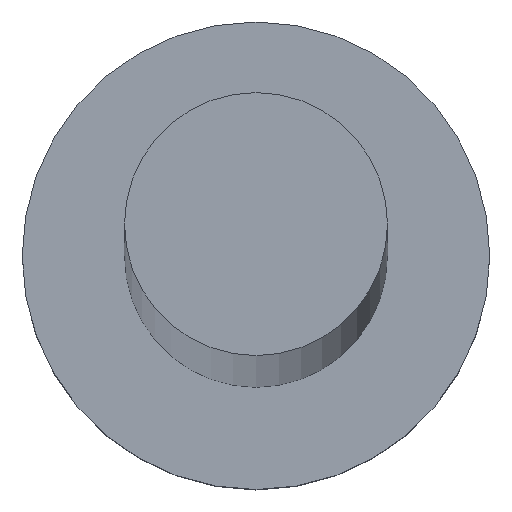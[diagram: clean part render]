
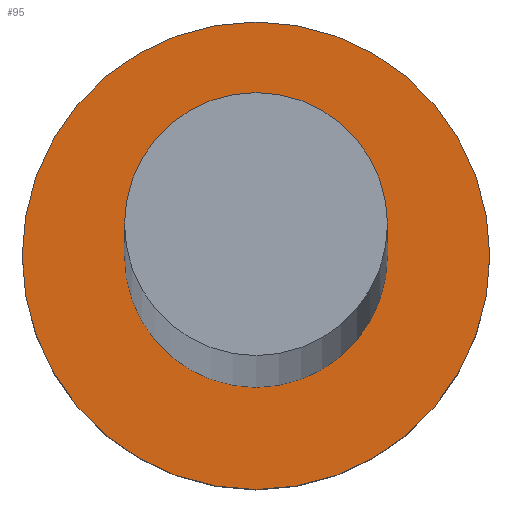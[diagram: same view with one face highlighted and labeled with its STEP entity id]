
A CAD part, top view. The second image highlights one B-rep face of the part: STEP entity #95.
In plain terms, the highlighted planar face has unit normal (0, 0, 1).
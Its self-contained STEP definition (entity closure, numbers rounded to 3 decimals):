
#6 = AXIS2_PLACEMENT_3D ( 'NONE', #214, #141, #41 ) ;
#7 = AXIS2_PLACEMENT_3D ( 'NONE', #65, #143, #218 ) ;
#18 = VERTEX_POINT ( 'NONE', #176 ) ;
#37 = VERTEX_POINT ( 'NONE', #230 ) ;
#39 = ORIENTED_EDGE ( 'NONE', *, *, #56, .F. ) ;
#41 = DIRECTION ( 'NONE',  ( 1., 0., 0. ) ) ;
#54 = EDGE_LOOP ( 'NONE', ( #174, #39 ) ) ;
#56 = EDGE_CURVE ( 'NONE', #255, #37, #162, .T. ) ;
#62 = DIRECTION ( 'NONE',  ( 0., 0., 1. ) ) ;
#64 = DIRECTION ( 'NONE',  ( 1., 0., 0. ) ) ;
#65 = CARTESIAN_POINT ( 'NONE',  ( 0., 0., 4. ) ) ;
#77 = EDGE_LOOP ( 'NONE', ( #98, #80 ) ) ;
#80 = ORIENTED_EDGE ( 'NONE', *, *, #207, .T. ) ;
#83 = CARTESIAN_POINT ( 'NONE',  ( 0., 0., 4. ) ) ;
#95 = ADVANCED_FACE ( 'NONE', ( #116, #184 ), #234, .T. ) ;
#98 = ORIENTED_EDGE ( 'NONE', *, *, #136, .T. ) ;
#101 = CIRCLE ( 'NONE', #251, 4. ) ;
#102 = DIRECTION ( 'NONE',  ( 1., 0., 0. ) ) ;
#113 = CARTESIAN_POINT ( 'NONE',  ( 0., 0., 4. ) ) ;
#114 = AXIS2_PLACEMENT_3D ( 'NONE', #160, #182, #64 ) ;
#115 = VERTEX_POINT ( 'NONE', #232 ) ;
#116 = FACE_BOUND ( 'NONE', #54, .T. ) ;
#120 = AXIS2_PLACEMENT_3D ( 'NONE', #113, #171, #135 ) ;
#122 = CARTESIAN_POINT ( 'NONE',  ( 2.25, 0., 4. ) ) ;
#135 = DIRECTION ( 'NONE',  ( 1., 0., 0. ) ) ;
#136 = EDGE_CURVE ( 'NONE', #18, #115, #101, .T. ) ;
#141 = DIRECTION ( 'NONE',  ( 0., 0., 1. ) ) ;
#143 = DIRECTION ( 'NONE',  ( 0., 0., 1. ) ) ;
#152 = CIRCLE ( 'NONE', #7, 2.25 ) ;
#160 = CARTESIAN_POINT ( 'NONE',  ( 0., 0., 4. ) ) ;
#162 = CIRCLE ( 'NONE', #120, 2.25 ) ;
#171 = DIRECTION ( 'NONE',  ( 0., 0., 1. ) ) ;
#174 = ORIENTED_EDGE ( 'NONE', *, *, #249, .F. ) ;
#176 = CARTESIAN_POINT ( 'NONE',  ( -4., 0., 4. ) ) ;
#182 = DIRECTION ( 'NONE',  ( 0., 0., 1. ) ) ;
#184 = FACE_OUTER_BOUND ( 'NONE', #77, .T. ) ;
#207 = EDGE_CURVE ( 'NONE', #115, #18, #226, .T. ) ;
#214 = CARTESIAN_POINT ( 'NONE',  ( 0., 0., 4. ) ) ;
#218 = DIRECTION ( 'NONE',  ( 1., 0., 0. ) ) ;
#226 = CIRCLE ( 'NONE', #114, 4. ) ;
#230 = CARTESIAN_POINT ( 'NONE',  ( -2.25, 0., 4. ) ) ;
#232 = CARTESIAN_POINT ( 'NONE',  ( 4., 0., 4. ) ) ;
#234 = PLANE ( 'NONE',  #6 ) ;
#249 = EDGE_CURVE ( 'NONE', #37, #255, #152, .T. ) ;
#251 = AXIS2_PLACEMENT_3D ( 'NONE', #83, #62, #102 ) ;
#255 = VERTEX_POINT ( 'NONE', #122 ) ;
